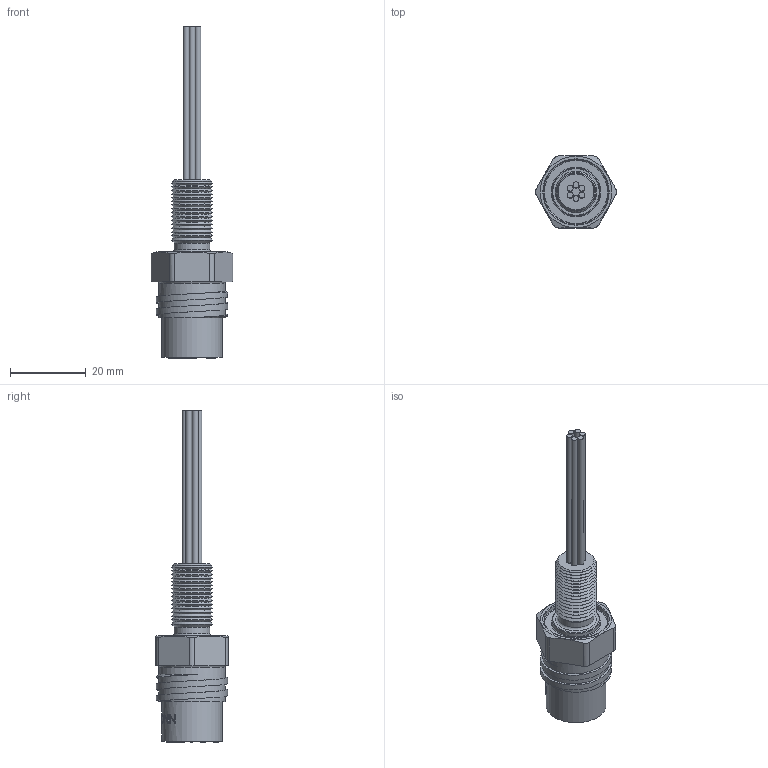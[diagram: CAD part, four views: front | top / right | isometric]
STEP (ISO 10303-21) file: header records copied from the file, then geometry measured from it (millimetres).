
FILE_DESCRIPTION(/* description */ (''),/* implementation_level */ '2;1');
FILE_NAME(/* name */ 'MCBH6F.stp',/* time_stamp */ '2019-02-13T13:11:13+01:00',/* author */ ('sh'),/* organization */ (''),/* preprocessor_version */ 'ST-DEVELOPER v16.5',/* originating_system */ 'Autodesk Inventor 2017',/* authorisation */ '');
FILE_SCHEMA (('AUTOMOTIVE_DESIGN { 1 0 10303 214 3 1 1 }'));
Length unit declared in the file: millimetre
Products named in the file (1): MCBH6F_1
Bounding box: 21.53 x 19.05 x 87.78 mm (x, y, z)
Volume: 8359.1 mm3; surface area: 5441.2 mm2
Topology: 1 solids, 7 shells, 506 faces, 1428 edges, 940 vertices
Faces by surface type: plane 180, bspline 95, torus 85, cylinder 79, cone 67
Full cylindrical faces by diameter (mm): 1.575 x6, 2.037 x6, 2.057 x6, 2.743 x6, 3.175 x30, 9.398 x1, 12.7 x1, 15.875 x1, 17.12 x1, 17.577 x2
Entity records: 24112 total; most frequent: CARTESIAN_POINT 12332, ORIENTED_EDGE 2354, DIRECTION 2154, EDGE_CURVE 1177, VERTEX_POINT 839, AXIS2_PLACEMENT_3D 837, EDGE_LOOP 714, FACE_OUTER_BOUND 503
